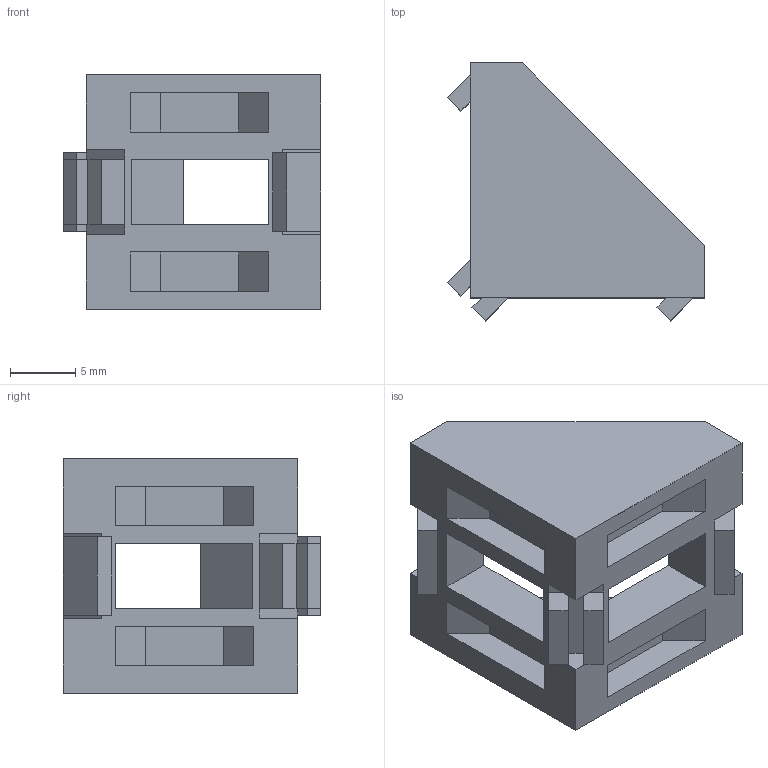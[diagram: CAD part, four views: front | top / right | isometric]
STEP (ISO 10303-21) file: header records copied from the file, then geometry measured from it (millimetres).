
FILE_DESCRIPTION (( 'STEP AP214' ), '1' );
FILE_NAME ('Óãîëîê 18õ18õ18 ïàç 6.STEP', '2022-04-29T15:56:12', ( 'user' ), ( '' ), 'SwSTEP 2.0', 'SolidWorks 2022', '' );
FILE_SCHEMA (( 'AUTOMOTIVE_DESIGN' ));
Length unit declared in the file: millimetre
Products named in the file (1): Óãîëîê 18õ18õ18 ïàç 6
Bounding box: 19.77 x 19.77 x 18 mm (x, y, z)
Volume: 2060.5 mm3; surface area: 2291.2 mm2
Topology: 1 solids, 1 shells, 71 faces, 183 edges, 118 vertices
Faces by surface type: plane 71
Entity records: 2143 total; most frequent: CARTESIAN_POINT 373, ORIENTED_EDGE 366, DIRECTION 327, LINE 183, EDGE_CURVE 183, VECTOR 183, VERTEX_POINT 118, EDGE_LOOP 79
